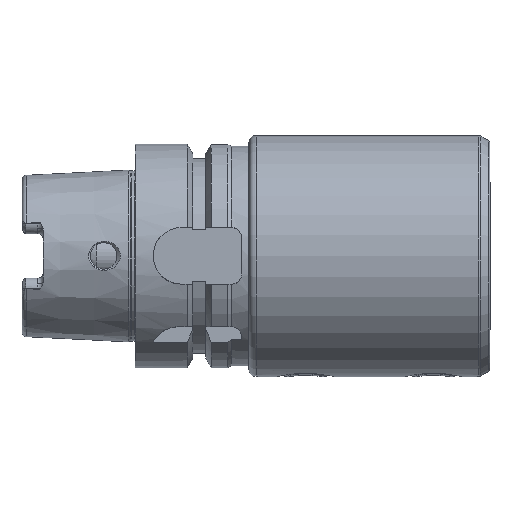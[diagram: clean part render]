
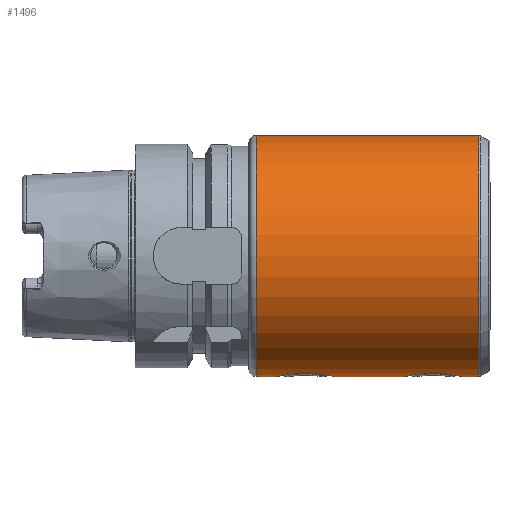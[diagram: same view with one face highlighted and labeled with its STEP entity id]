
A CAD part, top view. The second image highlights one B-rep face of the part: STEP entity #1496.
In plain terms, the highlighted cylindrical face has radius 34 mm (diameter 68 mm), a full revolution.
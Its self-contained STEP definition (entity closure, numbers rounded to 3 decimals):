
#274=CARTESIAN_POINT('',(84.,-33.045,-8.));
#275=VERTEX_POINT('',#274);
#276=CARTESIAN_POINT('',(84.,-33.045,-8.));
#277=CARTESIAN_POINT('',(82.991,-33.045,-8.));
#278=CARTESIAN_POINT('',(81.918,-33.096,-7.798));
#279=CARTESIAN_POINT('',(79.948,-33.278,-6.98));
#280=CARTESIAN_POINT('',(79.051,-33.407,-6.365));
#281=CARTESIAN_POINT('',(77.635,-33.646,-4.949));
#282=CARTESIAN_POINT('',(77.02,-33.772,-4.052));
#283=CARTESIAN_POINT('',(76.202,-33.951,-2.082));
#284=CARTESIAN_POINT('',(76.0,-34.,-1.009));
#285=CARTESIAN_POINT('',(76.0,-34.,1.009));
#286=CARTESIAN_POINT('',(76.202,-33.951,2.082));
#287=CARTESIAN_POINT('',(77.02,-33.772,4.052));
#288=CARTESIAN_POINT('',(77.635,-33.646,4.949));
#289=CARTESIAN_POINT('',(79.051,-33.407,6.365));
#290=CARTESIAN_POINT('',(79.948,-33.278,6.98));
#291=CARTESIAN_POINT('',(81.918,-33.096,7.798));
#292=CARTESIAN_POINT('',(82.991,-33.045,8.));
#293=CARTESIAN_POINT('',(85.009,-33.045,8.));
#294=CARTESIAN_POINT('',(86.082,-33.096,7.798));
#295=CARTESIAN_POINT('',(88.052,-33.278,6.98));
#296=CARTESIAN_POINT('',(88.949,-33.407,6.365));
#297=CARTESIAN_POINT('',(90.365,-33.646,4.949));
#298=CARTESIAN_POINT('',(90.98,-33.772,4.052));
#299=CARTESIAN_POINT('',(91.798,-33.951,2.082));
#300=CARTESIAN_POINT('',(92.,-34.,1.009));
#301=CARTESIAN_POINT('',(92.,-34.,-1.009));
#302=CARTESIAN_POINT('',(91.798,-33.951,-2.082));
#303=CARTESIAN_POINT('',(90.98,-33.772,-4.052));
#304=CARTESIAN_POINT('',(90.365,-33.646,-4.949));
#305=CARTESIAN_POINT('',(88.949,-33.407,-6.365));
#306=CARTESIAN_POINT('',(88.052,-33.278,-6.98));
#307=CARTESIAN_POINT('',(86.082,-33.096,-7.798));
#308=CARTESIAN_POINT('',(85.009,-33.045,-8.));
#309=CARTESIAN_POINT('',(84.,-33.045,-8.));
#310=B_SPLINE_CURVE_WITH_KNOTS('',3,(#276,#277,#278,#279,#280,#281,#282,#283,#284,#285,#286,#287,#288,#289,#290,#291,#292,#293,#294,#295,#296,#297,#298,#299,#300,#301,#302,#303,#304,#305,#306,#307,#308,#309),.UNSPECIFIED.,.T.,.U.,(4,2,2,2,2,2,2,2,2,2,2,2,2,2,2,2,4),(0.0,0.303,0.605,0.908,1.21,1.513,1.815,2.118,2.421,2.723,3.026,3.328,3.631,3.933,4.236,4.539,4.841),.UNSPECIFIED.);
#311=EDGE_CURVE('',#275,#275,#310,.T.);
#654=CARTESIAN_POINT('',(48.,-33.045,-8.));
#655=VERTEX_POINT('',#654);
#656=CARTESIAN_POINT('',(48.,-33.045,-8.));
#657=CARTESIAN_POINT('',(46.991,-33.045,-8.));
#658=CARTESIAN_POINT('',(45.918,-33.096,-7.798));
#659=CARTESIAN_POINT('',(43.948,-33.278,-6.98));
#660=CARTESIAN_POINT('',(43.051,-33.407,-6.365));
#661=CARTESIAN_POINT('',(41.635,-33.646,-4.949));
#662=CARTESIAN_POINT('',(41.02,-33.772,-4.052));
#663=CARTESIAN_POINT('',(40.202,-33.951,-2.082));
#664=CARTESIAN_POINT('',(40.,-34.,-1.009));
#665=CARTESIAN_POINT('',(40.,-34.,1.009));
#666=CARTESIAN_POINT('',(40.202,-33.951,2.082));
#667=CARTESIAN_POINT('',(41.02,-33.772,4.052));
#668=CARTESIAN_POINT('',(41.635,-33.646,4.949));
#669=CARTESIAN_POINT('',(43.051,-33.407,6.365));
#670=CARTESIAN_POINT('',(43.948,-33.278,6.98));
#671=CARTESIAN_POINT('',(45.918,-33.096,7.798));
#672=CARTESIAN_POINT('',(46.991,-33.045,8.));
#673=CARTESIAN_POINT('',(49.009,-33.045,8.));
#674=CARTESIAN_POINT('',(50.082,-33.096,7.798));
#675=CARTESIAN_POINT('',(52.052,-33.278,6.98));
#676=CARTESIAN_POINT('',(52.949,-33.407,6.365));
#677=CARTESIAN_POINT('',(54.365,-33.646,4.949));
#678=CARTESIAN_POINT('',(54.98,-33.772,4.052));
#679=CARTESIAN_POINT('',(55.798,-33.951,2.082));
#680=CARTESIAN_POINT('',(56.,-34.,1.009));
#681=CARTESIAN_POINT('',(56.,-34.,-1.009));
#682=CARTESIAN_POINT('',(55.798,-33.951,-2.082));
#683=CARTESIAN_POINT('',(54.98,-33.772,-4.052));
#684=CARTESIAN_POINT('',(54.365,-33.646,-4.949));
#685=CARTESIAN_POINT('',(52.949,-33.407,-6.365));
#686=CARTESIAN_POINT('',(52.052,-33.278,-6.98));
#687=CARTESIAN_POINT('',(50.082,-33.096,-7.798));
#688=CARTESIAN_POINT('',(49.009,-33.045,-8.));
#689=CARTESIAN_POINT('',(48.,-33.045,-8.));
#690=B_SPLINE_CURVE_WITH_KNOTS('',3,(#656,#657,#658,#659,#660,#661,#662,#663,#664,#665,#666,#667,#668,#669,#670,#671,#672,#673,#674,#675,#676,#677,#678,#679,#680,#681,#682,#683,#684,#685,#686,#687,#688,#689),.UNSPECIFIED.,.T.,.U.,(4,2,2,2,2,2,2,2,2,2,2,2,2,2,2,2,4),(0.0,0.303,0.605,0.908,1.21,1.513,1.815,2.118,2.421,2.723,3.026,3.328,3.631,3.933,4.236,4.539,4.841),.UNSPECIFIED.);
#691=EDGE_CURVE('',#655,#655,#690,.T.);
#1456=CARTESIAN_POINT('',(34.,34.,0.0));
#1457=VERTEX_POINT('',#1456);
#1458=CARTESIAN_POINT('',(34.,0.0,0.0));
#1459=DIRECTION('',(1.0,0.0,0.0));
#1460=DIRECTION('',(0.0,1.0,0.0));
#1461=AXIS2_PLACEMENT_3D('',#1458,#1459,#1460);
#1462=CIRCLE('',#1461,34.);
#1463=EDGE_CURVE('',#1457,#1457,#1462,.T.);
#1471=CARTESIAN_POINT('',(65.366,0.0,0.0));
#1472=DIRECTION('',(1.0,0.0,0.0));
#1473=DIRECTION('',(0.0,1.0,0.0));
#1474=AXIS2_PLACEMENT_3D('',#1471,#1472,#1473);
#1475=CYLINDRICAL_SURFACE('',#1474,34.);
#1476=CARTESIAN_POINT('',(96.732,34.,0.0));
#1477=VERTEX_POINT('',#1476);
#1478=CARTESIAN_POINT('',(96.732,0.0,0.0));
#1479=DIRECTION('',(1.0,0.0,0.0));
#1480=DIRECTION('',(0.0,1.0,0.0));
#1481=AXIS2_PLACEMENT_3D('',#1478,#1479,#1480);
#1482=CIRCLE('',#1481,34.);
#1483=EDGE_CURVE('',#1477,#1477,#1482,.T.);
#1484=ORIENTED_EDGE('',*,*,#1483,.F.);
#1485=EDGE_LOOP('',(#1484));
#1486=FACE_OUTER_BOUND('',#1485,.T.);
#1487=ORIENTED_EDGE('',*,*,#311,.T.);
#1488=EDGE_LOOP('',(#1487));
#1489=FACE_BOUND('',#1488,.T.);
#1490=ORIENTED_EDGE('',*,*,#691,.T.);
#1491=EDGE_LOOP('',(#1490));
#1492=FACE_BOUND('',#1491,.T.);
#1493=ORIENTED_EDGE('',*,*,#1463,.T.);
#1494=EDGE_LOOP('',(#1493));
#1495=FACE_BOUND('',#1494,.T.);
#1496=ADVANCED_FACE('',(#1486,#1489,#1492,#1495),#1475,.T.);
